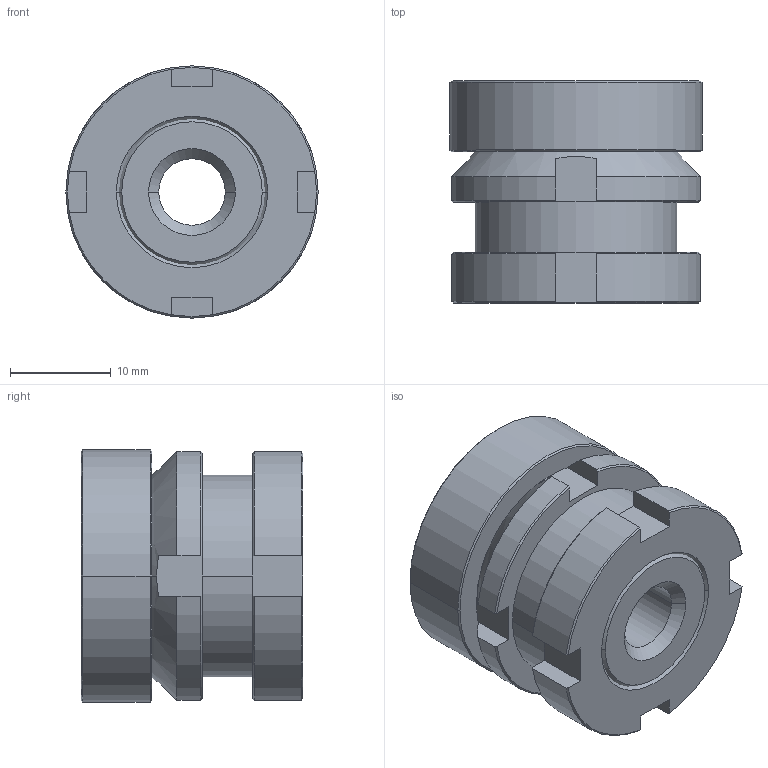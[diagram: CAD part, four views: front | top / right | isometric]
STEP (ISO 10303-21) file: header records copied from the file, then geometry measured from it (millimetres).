
FILE_DESCRIPTION(('STEP AP203'),'1');
FILE_NAME('27705-0406.stp','2014-04-30T15:20:53',('TraceParts'),('TraceParts S.A.'),'XStep 1.0',' ',' ');
FILE_SCHEMA(('CONFIG_CONTROL_DESIGN'));
Length unit declared in the file: millimetre
Products named in the file (3): 1; 2; 3
Bounding box: 25 x 22 x 25 mm (x, y, z)
Volume: 8037 mm3; surface area: 5672.6 mm2
Topology: 3 solids, 3 shells, 95 faces, 232 edges, 148 vertices
Faces by surface type: plane 35, cone 32, cylinder 28
Entity records: 2898 total; most frequent: CARTESIAN_POINT 554, DIRECTION 476, ORIENTED_EDGE 464, EDGE_CURVE 232, AXIS2_PLACEMENT_3D 184, VERTEX_POINT 148, LINE 108, VECTOR 108
